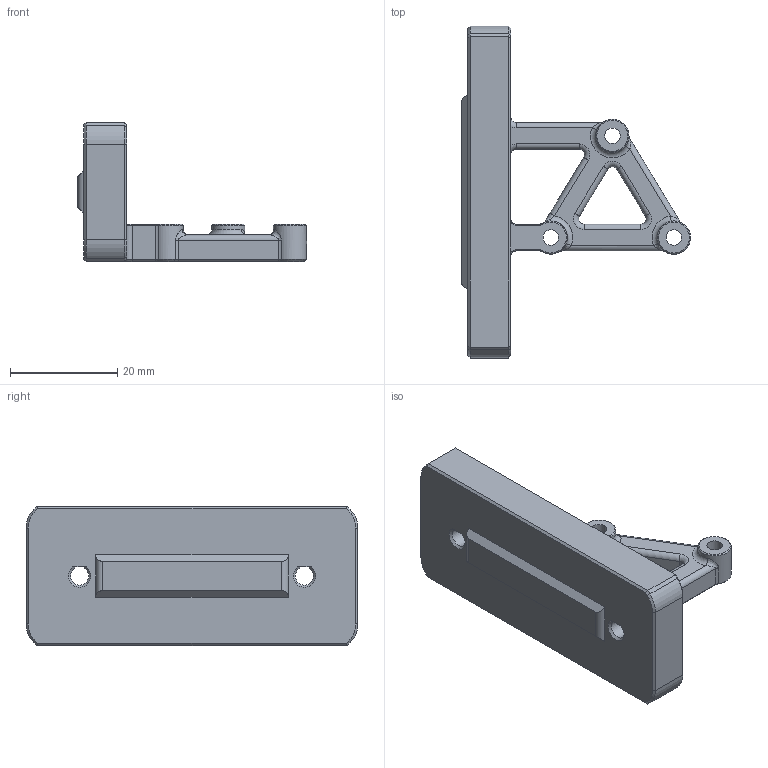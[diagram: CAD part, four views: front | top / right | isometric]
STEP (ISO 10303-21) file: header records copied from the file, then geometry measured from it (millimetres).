
FILE_DESCRIPTION(/* description */ (''),/* implementation_level */ '2;1');
FILE_NAME(/* name */ 'nitehawk_sb_usb_bracket.step',/* time_stamp */ '2025-08-01T10:03:43+02:00',/* author */ (''),/* organization */ (''),/* preprocessor_version */ 'ST-DEVELOPER v20.1',/* originating_system */ 'Autodesk Translation Framework v14.10.0.0',/* authorisation */ '');
FILE_SCHEMA (('AUTOMOTIVE_DESIGN { 1 0 10303 214 3 1 1 }'));
Length unit declared in the file: millimetre
Products named in the file (1): nitehawk_sb_usb_bracket
Bounding box: 42.8 x 62 x 26 mm (x, y, z)
Volume: 15022.4 mm3; surface area: 6587.6 mm2
Topology: 1 solids, 1 shells, 272 faces, 694 edges, 433 vertices
Faces by surface type: plane 138, cone 43, bspline 43, cylinder 39, torus 9
Full cylindrical faces by diameter (mm): 2.9 x3, 6.2 x2
Entity records: 8815 total; most frequent: CARTESIAN_POINT 2420, ORIENTED_EDGE 1388, DIRECTION 1188, EDGE_CURVE 694, LINE 456, VECTOR 456, VERTEX_POINT 433, AXIS2_PLACEMENT_3D 366
